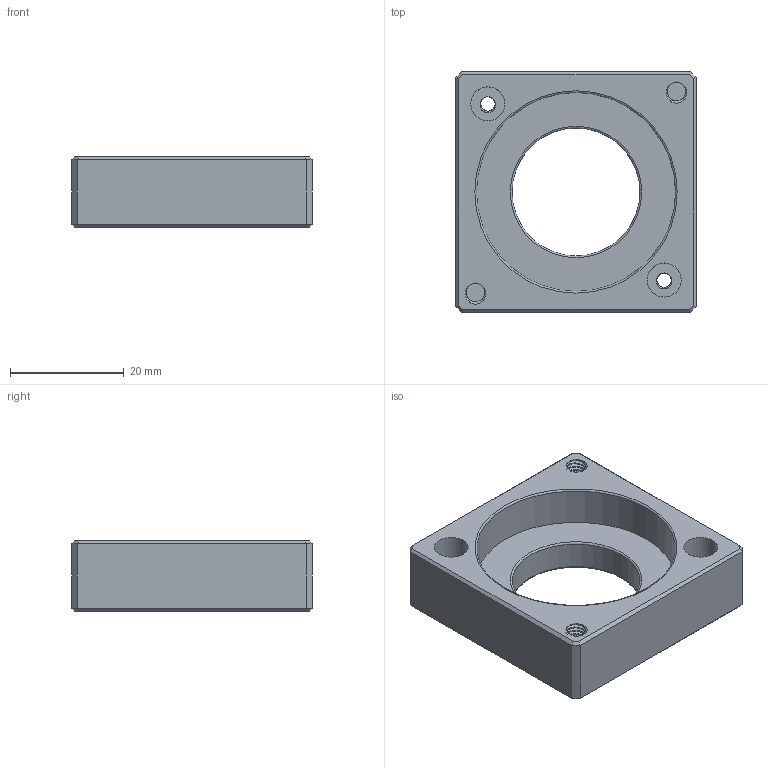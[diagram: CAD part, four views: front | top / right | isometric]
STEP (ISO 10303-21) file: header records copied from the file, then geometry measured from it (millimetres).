
FILE_DESCRIPTION(/* description */ (''),/* implementation_level */ '2;1');
FILE_NAME(/* name */ '',/* time_stamp */ '2023-09-17T22:31:55+08:00',/* author */ (''),/* organization */ (''),/* preprocessor_version */ 'ST-DEVELOPER v20',/* originating_system */ 'Autodesk Translation Framework v12.9.0.99',/* authorisation */ '');
FILE_SCHEMA (('AUTOMOTIVE_DESIGN { 1 0 10303 214 3 1 1 }'));
Length unit declared in the file: millimetre
Products named in the file (1): 42减速机垫
Bounding box: 42.3 x 42.3 x 12.4 mm (x, y, z)
Volume: 12535.7 mm3; surface area: 6507.2 mm2
Topology: 1 solids, 1 shells, 110 faces, 291 edges, 188 vertices
Faces by surface type: cylinder 68, plane 31, bspline 8, torus 3
Full cylindrical faces by diameter (mm): 2.529 x4, 3.086 x2, 3.332 x8, 4.109 x8, 6 x2, 22.5 x1, 35 x1
Entity records: 7748 total; most frequent: CARTESIAN_POINT 5250, ORIENTED_EDGE 582, DIRECTION 388, EDGE_CURVE 291, VERTEX_POINT 188, B_SPLINE_CURVE_WITH_KNOTS 142, AXIS2_PLACEMENT_3D 136, EDGE_LOOP 121
